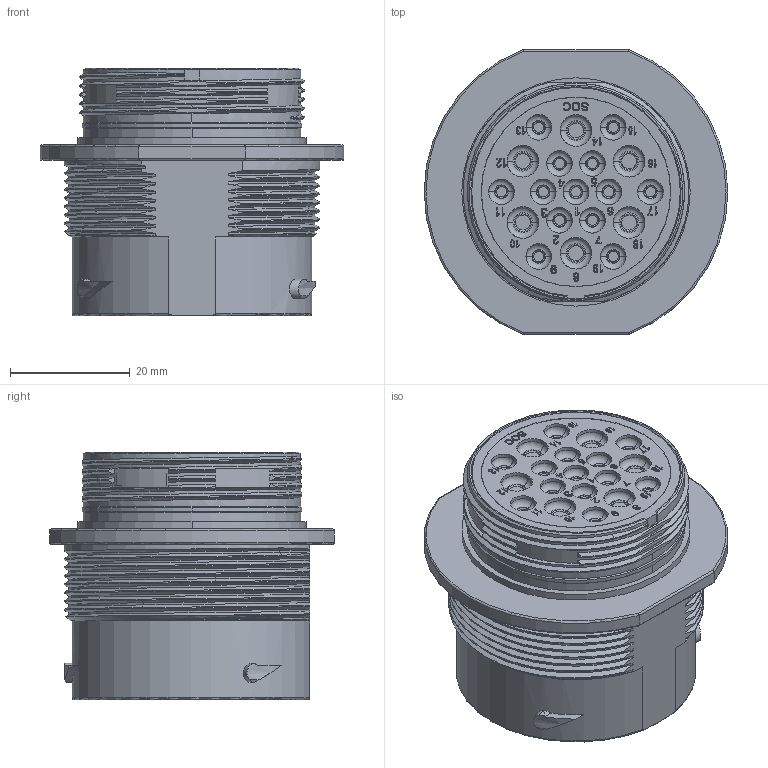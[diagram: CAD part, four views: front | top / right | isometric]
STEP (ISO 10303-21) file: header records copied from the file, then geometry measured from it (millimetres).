
FILE_DESCRIPTION((''),'2;1');
FILE_NAME('C-AHDM04-24-19SN_3D','2018-10-09T',('Administrator'),(''),'PRO/ENGINEER BY PARAMETRIC TECHNOLOGY CORPORATION, 2016360','PRO/ENGINEER BY PARAMETRIC TECHNOLOGY CORPORATION, 2016360','');
FILE_SCHEMA(('CONFIG_CONTROL_DESIGN'));
Products named in the file (1): C-AHDM04-24-19SN_3D
Bounding box: 50.8 x 47.6 x 41.45 mm (x, y, z)
Volume: 45542.2 mm3; surface area: 13598.9 mm2
Topology: 1 solids, 1 shells, 1573 faces, 4374 edges, 2957 vertices
Faces by surface type: plane 1139, cylinder 129, extrusion 89, torus 84, bspline 79, cone 53
Entity records: 57900 total; most frequent: CARTESIAN_POINT 17830, ORIENTED_EDGE 8744, DIRECTION 7494, EDGE_CURVE 4372, VECTOR 3292, LINE 3203, VERTEX_POINT 2957, AXIS2_PLACEMENT_3D 2101
